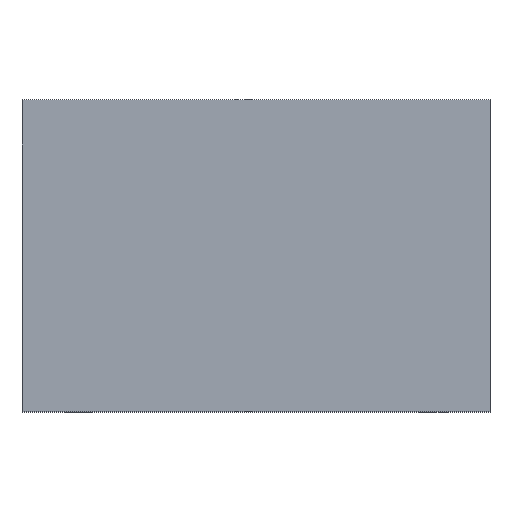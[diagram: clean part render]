
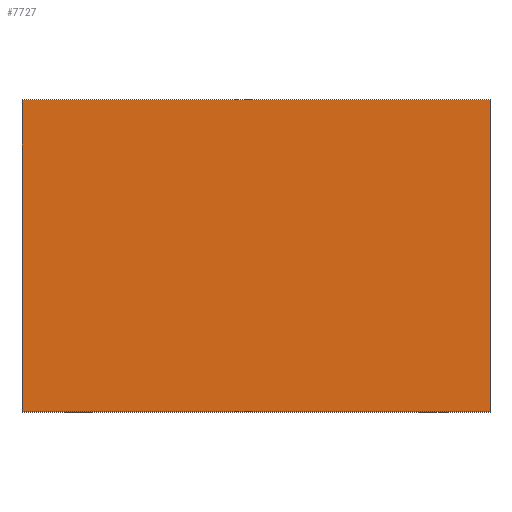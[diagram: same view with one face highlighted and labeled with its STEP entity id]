
A CAD part, top view. The second image highlights one B-rep face of the part: STEP entity #7727.
In plain terms, the highlighted face is planar.
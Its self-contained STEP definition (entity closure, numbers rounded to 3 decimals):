
#5621=DIRECTION('',(0.,0.,1.));
#5622=VECTOR('',#5621,2.);
#5623=CARTESIAN_POINT('',(-1.5,1.05,-1.));
#5624=LINE('',#5623,#5622);
#5628=DIRECTION('',(-1.,0.,0.));
#5629=VECTOR('',#5628,3.);
#5630=CARTESIAN_POINT('',(1.5,1.05,-1.));
#5631=LINE('',#5630,#5629);
#5635=DIRECTION('',(0.,0.,-1.));
#5636=VECTOR('',#5635,2.);
#5637=CARTESIAN_POINT('',(1.5,1.05,1.));
#5638=LINE('',#5637,#5636);
#5642=DIRECTION('',(1.,0.,0.));
#5643=VECTOR('',#5642,3.);
#5644=CARTESIAN_POINT('',(-1.5,1.05,1.));
#5645=LINE('',#5644,#5643);
#6660=CARTESIAN_POINT('',(-1.5,1.05,-1.));
#6661=CARTESIAN_POINT('',(-1.5,1.05,1.));
#6662=VERTEX_POINT('',#6660);
#6663=VERTEX_POINT('',#6661);
#6664=CARTESIAN_POINT('',(1.5,1.05,1.));
#6665=VERTEX_POINT('',#6664);
#6666=CARTESIAN_POINT('',(1.5,1.05,-1.));
#6667=VERTEX_POINT('',#6666);
#7716=CARTESIAN_POINT('',(0.,1.05,0.));
#7717=DIRECTION('',(0.,1.,0.));
#7718=DIRECTION('',(1.,0.,0.));
#7719=AXIS2_PLACEMENT_3D('',#7716,#7717,#7718);
#7720=PLANE('',#7719);
#7721=ORIENTED_EDGE('',*,*,#7206,.F.);
#7722=ORIENTED_EDGE('',*,*,#7509,.F.);
#7723=ORIENTED_EDGE('',*,*,#7549,.F.);
#7724=ORIENTED_EDGE('',*,*,#7695,.F.);
#7725=EDGE_LOOP('',(#7721,#7722,#7723,#7724));
#7726=FACE_OUTER_BOUND('',#7725,.F.);
#7727=ADVANCED_FACE('',(#7726),#7720,.T.);
#7206=EDGE_CURVE('',#6662,#6663,#5624,.T.);
#7509=EDGE_CURVE('',#6667,#6662,#5631,.T.);
#7549=EDGE_CURVE('',#6665,#6667,#5638,.T.);
#7695=EDGE_CURVE('',#6663,#6665,#5645,.T.);
